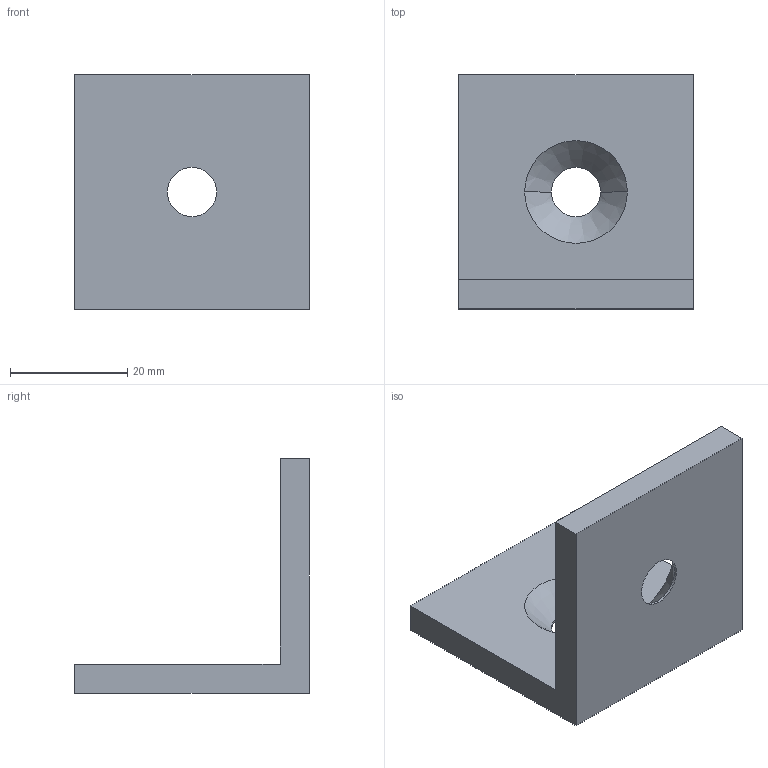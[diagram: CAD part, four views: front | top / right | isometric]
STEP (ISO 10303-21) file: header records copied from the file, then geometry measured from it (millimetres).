
FILE_DESCRIPTION (( 'STEP AP214' ), '1' );
FILE_NAME ('FIXE00E1418-Equerre 40 Zn, blanc.step', '2023-03-24T09:53:28', ( 'Altae' ), ( '' ), 'SwSTEP 2.0', 'SolidWorks 2021', '' );
FILE_SCHEMA (( 'AUTOMOTIVE_DESIGN' ));
Length unit declared in the file: millimetre
Products named in the file (1): FIXE00E1418-Equerre 40 Zn, blanc
Bounding box: 40 x 40 x 40 mm (x, y, z)
Volume: 13702.2 mm3; surface area: 7105.4 mm2
Topology: 1 solids, 1 shells, 16 faces, 38 edges, 24 vertices
Faces by surface type: plane 8, cylinder 4, cone 4
Entity records: 504 total; most frequent: DIRECTION 84, CARTESIAN_POINT 79, ORIENTED_EDGE 76, EDGE_CURVE 38, AXIS2_PLACEMENT_3D 29, VECTOR 26, LINE 26, VERTEX_POINT 24
